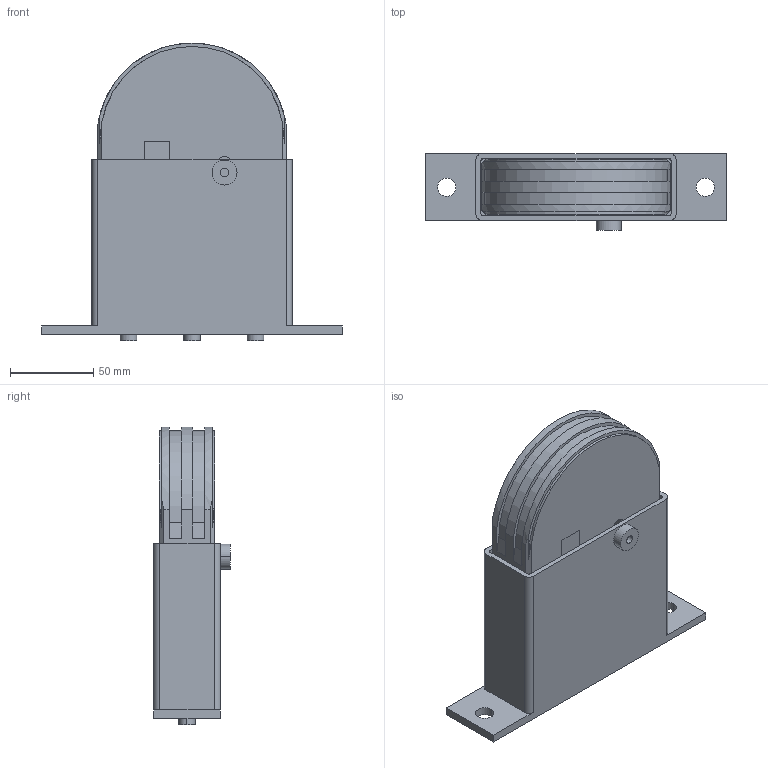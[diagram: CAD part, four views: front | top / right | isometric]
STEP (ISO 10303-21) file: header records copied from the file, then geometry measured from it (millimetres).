
FILE_DESCRIPTION(('STEP AP214'),'1');
FILE_NAME('cctmp_B6B378AE-4B2C-4FC7-9951-35AFA22483BC_2023_6_23_8_23_1_710..stp','2023-06-23T06:23:01',('Murtfeldt Kunststoffe GmbH & Co.KG'),('CADClick - www.CADClick.com'),'Spatial InterOp 3D',' ','unknown authorization');
FILE_SCHEMA(('AUTOMOTIVE_DESIGN'));
Length unit declared in the file: millimetre
Products named in the file (1): 1
Bounding box: 180 x 46 x 178.7 mm (x, y, z)
Volume: 643404.4 mm3; surface area: 139022.6 mm2
Topology: 5 solids, 5 shells, 114 faces, 284 edges, 187 vertices
Faces by surface type: plane 77, cylinder 33, cone 4
Entity records: 4370 total; most frequent: DIRECTION 596, CARTESIAN_POINT 588, ORIENTED_EDGE 564, EDGE_CURVE 282, LINE 206, VECTOR 206, AXIS2_PLACEMENT_3D 195, VERTEX_POINT 187
